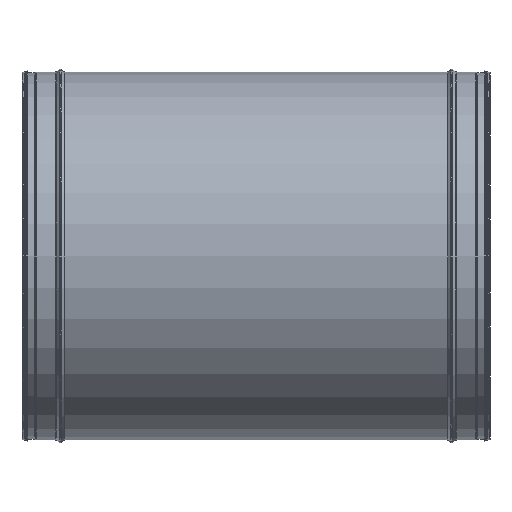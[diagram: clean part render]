
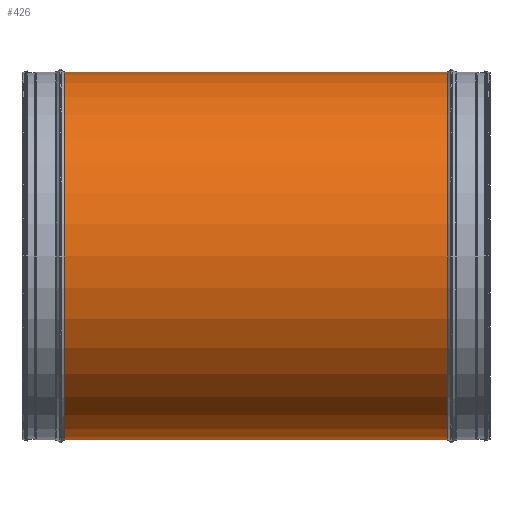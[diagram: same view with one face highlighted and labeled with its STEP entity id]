
A CAD part, left-side view. The second image highlights one B-rep face of the part: STEP entity #426.
In plain terms, the highlighted cylindrical face has radius 499.3 mm (diameter 998.6 mm), a full revolution.
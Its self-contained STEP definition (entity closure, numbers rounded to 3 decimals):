
#112=CARTESIAN_POINT('',(205.602,142.5,-455.004));
#113=VERTEX_POINT('',#112);
#114=CARTESIAN_POINT('',(499.3,142.5,-0.009));
#115=VERTEX_POINT('',#114);
#116=CARTESIAN_POINT('',(0.0,142.5,0.0));
#117=DIRECTION('',(0.0,-1.0,0.0));
#118=DIRECTION('',(1.0,0.0,0.0));
#119=AXIS2_PLACEMENT_3D('',#116,#117,#118);
#120=CIRCLE('',#119,499.3);
#121=EDGE_CURVE('',#113,#115,#120,.T.);
#165=CARTESIAN_POINT('',(205.618,142.5,454.996));
#166=VERTEX_POINT('',#165);
#173=CARTESIAN_POINT('',(499.3,142.5,0.0));
#174=VERTEX_POINT('',#173);
#175=CARTESIAN_POINT('',(0.0,142.5,0.0));
#176=DIRECTION('',(0.0,-1.0,0.0));
#177=DIRECTION('',(1.0,0.0,0.0));
#178=AXIS2_PLACEMENT_3D('',#175,#176,#177);
#179=CIRCLE('',#178,499.3);
#180=EDGE_CURVE('',#174,#166,#179,.T.);
#196=CARTESIAN_POINT('',(499.3,1127.5,-0.009));
#197=VERTEX_POINT('',#196);
#198=CARTESIAN_POINT('',(205.602,1127.5,-455.004));
#199=VERTEX_POINT('',#198);
#200=CARTESIAN_POINT('',(0.0,1127.5,0.0));
#201=DIRECTION('',(0.0,1.0,0.0));
#202=DIRECTION('',(1.0,0.0,0.0));
#203=AXIS2_PLACEMENT_3D('',#200,#201,#202);
#204=CIRCLE('',#203,499.3);
#205=EDGE_CURVE('',#197,#199,#204,.T.);
#238=CARTESIAN_POINT('',(205.602,1127.5,-455.004));
#239=DIRECTION('',(0.0,-1.0,0.0));
#240=VECTOR('',#239,985.);
#241=LINE('',#238,#240);
#242=EDGE_CURVE('',#199,#113,#241,.T.);
#271=CARTESIAN_POINT('',(499.3,1127.5,0.0));
#272=VERTEX_POINT('',#271);
#279=CARTESIAN_POINT('',(205.618,1127.5,454.996));
#280=VERTEX_POINT('',#279);
#281=CARTESIAN_POINT('',(0.0,1127.5,0.0));
#282=DIRECTION('',(0.0,1.0,0.0));
#283=DIRECTION('',(1.0,0.0,0.0));
#284=AXIS2_PLACEMENT_3D('',#281,#282,#283);
#285=CIRCLE('',#284,499.3);
#286=EDGE_CURVE('',#280,#272,#285,.T.);
#309=CARTESIAN_POINT('',(205.618,142.5,454.996));
#310=DIRECTION('',(0.0,1.0,0.0));
#311=VECTOR('',#310,985.);
#312=LINE('',#309,#311);
#313=EDGE_CURVE('',#166,#280,#312,.T.);
#333=CARTESIAN_POINT('',(499.3,1155.0,0.0));
#334=VERTEX_POINT('',#333);
#341=CARTESIAN_POINT('',(499.3,1127.5,0.0));
#342=DIRECTION('',(0.0,1.0,0.0));
#343=VECTOR('',#342,27.5);
#344=LINE('',#341,#343);
#345=EDGE_CURVE('',#272,#334,#344,.T.);
#356=CARTESIAN_POINT('',(499.3,115.0,0.0));
#357=VERTEX_POINT('',#356);
#358=CARTESIAN_POINT('',(499.3,115.0,0.0));
#359=DIRECTION('',(0.0,1.0,0.0));
#360=VECTOR('',#359,27.5);
#361=LINE('',#358,#360);
#362=EDGE_CURVE('',#357,#174,#361,.T.);
#381=CARTESIAN_POINT('',(0.0,635.,0.0));
#382=DIRECTION('',(0.0,-1.0,0.0));
#383=DIRECTION('',(1.0,0.0,0.0));
#384=AXIS2_PLACEMENT_3D('',#381,#382,#383);
#385=CYLINDRICAL_SURFACE('',#384,499.3);
#386=ORIENTED_EDGE('',*,*,#180,.T.);
#387=ORIENTED_EDGE('',*,*,#313,.T.);
#388=ORIENTED_EDGE('',*,*,#286,.T.);
#389=ORIENTED_EDGE('',*,*,#345,.T.);
#390=CARTESIAN_POINT('',(499.3,1155.0,-0.009));
#391=VERTEX_POINT('',#390);
#392=CARTESIAN_POINT('',(0.0,1155.0,0.0));
#393=DIRECTION('',(0.0,-1.0,0.0));
#394=DIRECTION('',(1.0,0.0,0.0));
#395=AXIS2_PLACEMENT_3D('',#392,#393,#394);
#396=CIRCLE('',#395,499.3);
#397=EDGE_CURVE('',#334,#391,#396,.T.);
#398=ORIENTED_EDGE('',*,*,#397,.T.);
#399=CARTESIAN_POINT('',(499.3,1155.0,-0.009));
#400=DIRECTION('',(0.0,-1.0,0.0));
#401=VECTOR('',#400,27.5);
#402=LINE('',#399,#401);
#403=EDGE_CURVE('',#391,#197,#402,.T.);
#404=ORIENTED_EDGE('',*,*,#403,.T.);
#405=ORIENTED_EDGE('',*,*,#205,.T.);
#406=ORIENTED_EDGE('',*,*,#242,.T.);
#407=ORIENTED_EDGE('',*,*,#121,.T.);
#408=CARTESIAN_POINT('',(499.3,115.0,-0.009));
#409=VERTEX_POINT('',#408);
#410=CARTESIAN_POINT('',(499.3,142.5,-0.009));
#411=DIRECTION('',(0.0,-1.0,0.0));
#412=VECTOR('',#411,27.5);
#413=LINE('',#410,#412);
#414=EDGE_CURVE('',#115,#409,#413,.T.);
#415=ORIENTED_EDGE('',*,*,#414,.T.);
#416=CARTESIAN_POINT('',(0.0,115.0,0.0));
#417=DIRECTION('',(0.0,-1.0,0.0));
#418=DIRECTION('',(1.0,0.0,0.0));
#419=AXIS2_PLACEMENT_3D('',#416,#417,#418);
#420=CIRCLE('',#419,499.3);
#421=EDGE_CURVE('',#357,#409,#420,.T.);
#422=ORIENTED_EDGE('',*,*,#421,.F.);
#423=ORIENTED_EDGE('',*,*,#362,.T.);
#424=EDGE_LOOP('',(#386,#387,#388,#389,#398,#404,#405,#406,#407,#415,#422,#423));
#425=FACE_OUTER_BOUND('',#424,.T.);
#426=ADVANCED_FACE('',(#425),#385,.T.);
